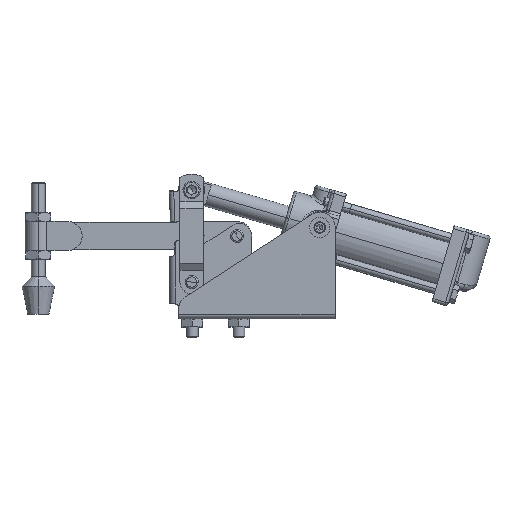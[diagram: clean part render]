
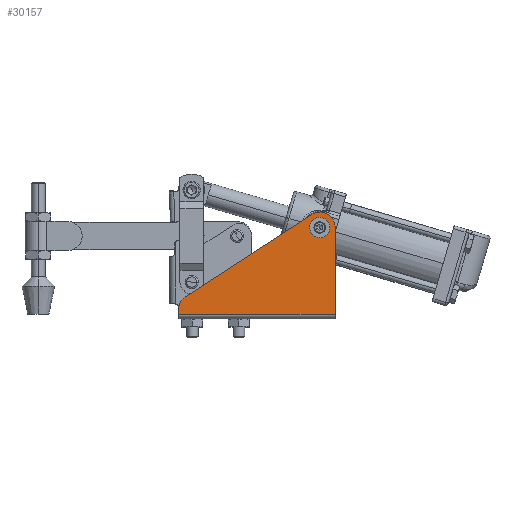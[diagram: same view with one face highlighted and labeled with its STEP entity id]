
A CAD part, top view. The second image highlights one B-rep face of the part: STEP entity #30157.
In plain terms, the highlighted planar face has unit normal (0, 0, 1).
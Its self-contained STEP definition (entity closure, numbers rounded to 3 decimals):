
#159 = ORIENTED_EDGE ( 'NONE', *, *, #25426, .F. ) ;
#676 = ORIENTED_EDGE ( 'NONE', *, *, #20117, .F. ) ;
#978 = PLANE ( 'NONE',  #15729 ) ;
#1577 = LINE ( 'NONE', #12055, #20800 ) ;
#2465 = DIRECTION ( 'NONE',  ( 0., 1., 0. ) ) ;
#2616 = CARTESIAN_POINT ( 'NONE',  ( 46.7, 69.8, 36.5 ) ) ;
#2835 = LINE ( 'NONE', #19645, #15399 ) ;
#3259 = VERTEX_POINT ( 'NONE', #2616 ) ;
#3486 = DIRECTION ( 'NONE',  ( 0., 0., -1. ) ) ;
#4062 = EDGE_CURVE ( 'NONE', #18325, #8432, #2835, .T. ) ;
#4107 = CARTESIAN_POINT ( 'NONE',  ( 40.966, 68.096, 36.5 ) ) ;
#4750 = ORIENTED_EDGE ( 'NONE', *, *, #13062, .F. ) ;
#4917 = ORIENTED_EDGE ( 'NONE', *, *, #4062, .F. ) ;
#5172 = FACE_OUTER_BOUND ( 'NONE', #11255, .T. ) ;
#5536 = VERTEX_POINT ( 'NONE', #30815 ) ;
#5552 = DIRECTION ( 'NONE',  ( 0., 0., 1. ) ) ;
#6358 = AXIS2_PLACEMENT_3D ( 'NONE', #20570, #5552, #23106 ) ;
#7178 = CIRCLE ( 'NONE', #23534, 6.95 ) ;
#7409 = CARTESIAN_POINT ( 'NONE',  ( 57.2, 0.01, 36.5 ) ) ;
#7976 = EDGE_CURVE ( 'NONE', #21000, #3259, #20337, .T. ) ;
#8031 = DIRECTION ( 'NONE',  ( 0., 0., 1. ) ) ;
#8432 = VERTEX_POINT ( 'NONE', #18587 ) ;
#8719 = CARTESIAN_POINT ( 'NONE',  ( 57.2, 69.8, 36.5 ) ) ;
#8755 = LINE ( 'NONE', #12152, #22064 ) ;
#8807 = AXIS2_PLACEMENT_3D ( 'NONE', #18472, #3486, #21012 ) ;
#9051 = ORIENTED_EDGE ( 'NONE', *, *, #20785, .F. ) ;
#9174 = EDGE_LOOP ( 'NONE', ( #4750, #9051 ) ) ;
#9533 = DIRECTION ( 'NONE',  ( 0.838, 0.546, 0. ) ) ;
#10333 = ORIENTED_EDGE ( 'NONE', *, *, #12715, .F. ) ;
#10552 = AXIS2_PLACEMENT_3D ( 'NONE', #32582, #17489, #2465 ) ;
#10789 = VECTOR ( 'NONE', #31269, 1000. ) ;
#11048 = DIRECTION ( 'NONE',  ( 0., 0., -1. ) ) ;
#11255 = EDGE_LOOP ( 'NONE', ( #23912, #12272, #4917, #10333, #676, #28843, #159 ) ) ;
#11379 = VERTEX_POINT ( 'NONE', #21823 ) ;
#11851 = FACE_BOUND ( 'NONE', #9174, .T. ) ;
#11888 = DIRECTION ( 'NONE',  ( 0., 0., -1. ) ) ;
#12055 = CARTESIAN_POINT ( 'NONE',  ( 53.139, 76.031, 36.5 ) ) ;
#12152 = CARTESIAN_POINT ( 'NONE',  ( -50., 69.8, 36.5 ) ) ;
#12272 = ORIENTED_EDGE ( 'NONE', *, *, #29754, .T. ) ;
#12715 = EDGE_CURVE ( 'NONE', #20909, #18325, #24120, .T. ) ;
#13062 = EDGE_CURVE ( 'NONE', #30416, #5536, #7178, .T. ) ;
#13866 = CIRCLE ( 'NONE', #20235, 10. ) ;
#14696 = DIRECTION ( 'NONE',  ( -1., 0., 0. ) ) ;
#15399 = VECTOR ( 'NONE', #14696, 1000. ) ;
#15729 = AXIS2_PLACEMENT_3D ( 'NONE', #26104, #11048, #28645 ) ;
#17489 = DIRECTION ( 'NONE',  ( 0., 0., -1. ) ) ;
#18325 = VERTEX_POINT ( 'NONE', #7409 ) ;
#18472 = CARTESIAN_POINT ( 'NONE',  ( 46.7, 59.3, 36.5 ) ) ;
#18587 = CARTESIAN_POINT ( 'NONE',  ( -50., 0.01, 36.5 ) ) ;
#19645 = CARTESIAN_POINT ( 'NONE',  ( 57.2, 0.01, 36.5 ) ) ;
#20117 = EDGE_CURVE ( 'NONE', #3259, #20909, #20165, .T. ) ;
#20165 = CIRCLE ( 'NONE', #10552, 10.5 ) ;
#20235 = AXIS2_PLACEMENT_3D ( 'NONE', #26963, #11888, #29504 ) ;
#20337 = CIRCLE ( 'NONE', #8807, 10.5 ) ;
#20570 = CARTESIAN_POINT ( 'NONE',  ( 46.7, 59.3, 36.5 ) ) ;
#20785 = EDGE_CURVE ( 'NONE', #5536, #30416, #29588, .T. ) ;
#20800 = VECTOR ( 'NONE', #9533, 1000. ) ;
#20909 = VERTEX_POINT ( 'NONE', #31283 ) ;
#21000 = VERTEX_POINT ( 'NONE', #4107 ) ;
#21012 = DIRECTION ( 'NONE',  ( 0., 1., 0. ) ) ;
#21022 = EDGE_CURVE ( 'NONE', #22653, #11379, #13866, .T. ) ;
#21823 = CARTESIAN_POINT ( 'NONE',  ( -45.461, 11.759, 36.5 ) ) ;
#22064 = VECTOR ( 'NONE', #24658, 1000. ) ;
#22653 = VERTEX_POINT ( 'NONE', #28950 ) ;
#23045 = CARTESIAN_POINT ( 'NONE',  ( 46.7, 59.3, 36.5 ) ) ;
#23106 = DIRECTION ( 'NONE',  ( 0., 1., 0. ) ) ;
#23534 = AXIS2_PLACEMENT_3D ( 'NONE', #23045, #8031, #25585 ) ;
#23912 = ORIENTED_EDGE ( 'NONE', *, *, #21022, .F. ) ;
#24120 = LINE ( 'NONE', #8719, #10789 ) ;
#24658 = DIRECTION ( 'NONE',  ( 0., -1., 0. ) ) ;
#25426 = EDGE_CURVE ( 'NONE', #11379, #21000, #1577, .T. ) ;
#25585 = DIRECTION ( 'NONE',  ( 0., 1., 0. ) ) ;
#26104 = CARTESIAN_POINT ( 'NONE',  ( 57.2, 69.8, 36.5 ) ) ;
#26963 = CARTESIAN_POINT ( 'NONE',  ( -40., 3.382, 36.5 ) ) ;
#28645 = DIRECTION ( 'NONE',  ( 0., 1., 0. ) ) ;
#28843 = ORIENTED_EDGE ( 'NONE', *, *, #7976, .F. ) ;
#28950 = CARTESIAN_POINT ( 'NONE',  ( -50., 3.382, 36.5 ) ) ;
#29504 = DIRECTION ( 'NONE',  ( 0., 1., 0. ) ) ;
#29588 = CIRCLE ( 'NONE', #6358, 6.95 ) ;
#29754 = EDGE_CURVE ( 'NONE', #22653, #8432, #8755, .T. ) ;
#29843 = CARTESIAN_POINT ( 'NONE',  ( 39.921, 60.831, 36.5 ) ) ;
#30157 = ADVANCED_FACE ( 'NONE', ( #11851, #5172 ), #978, .F. ) ;
#30416 = VERTEX_POINT ( 'NONE', #29843 ) ;
#30815 = CARTESIAN_POINT ( 'NONE',  ( 53.479, 57.769, 36.5 ) ) ;
#31269 = DIRECTION ( 'NONE',  ( 0., -1., 0. ) ) ;
#31283 = CARTESIAN_POINT ( 'NONE',  ( 57.2, 59.3, 36.5 ) ) ;
#32582 = CARTESIAN_POINT ( 'NONE',  ( 46.7, 59.3, 36.5 ) ) ;
